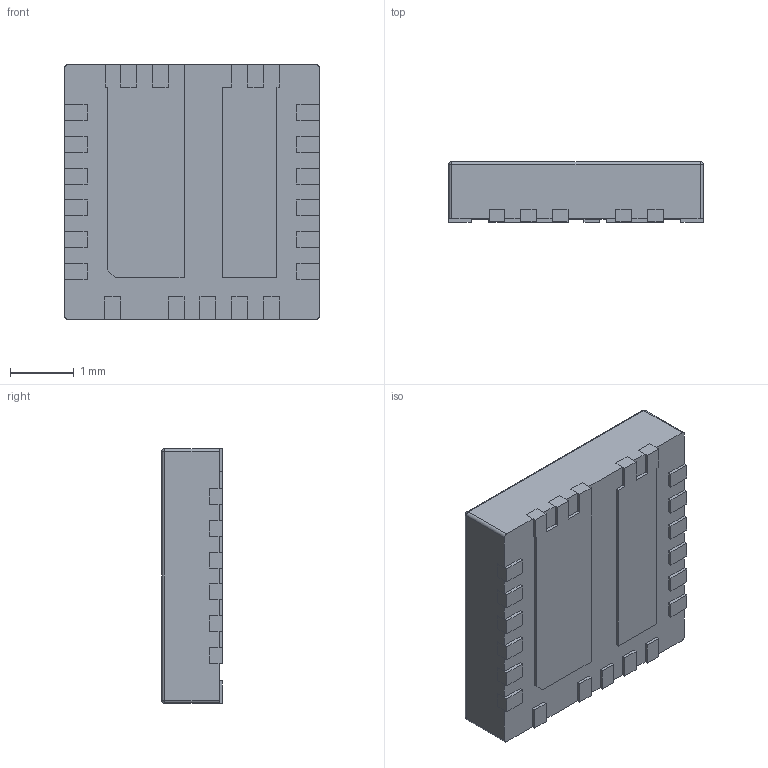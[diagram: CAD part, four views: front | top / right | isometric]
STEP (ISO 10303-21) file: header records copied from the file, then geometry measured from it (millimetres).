
FILE_DESCRIPTION(/* description */ (''),/* implementation_level */ '2;1');
FILE_NAME(/* name */ 'VQFN22_4X4_2EP_ALPHAOMEGA.step',/* time_stamp */ '2022-03-27T16:46:18-07:00',/* author */ (''),/* organization */ (''),/* preprocessor_version */ 'ST-DEVELOPER v18.1',/* originating_system */ 'Autodesk Translation Framework v10.13.0.1454',/* authorisation */ '');
FILE_SCHEMA (('AUTOMOTIVE_DESIGN { 1 0 10303 214 3 1 1 }'));
Length unit declared in the file: millimetre
Products named in the file (1): VQFN22_4X4_2EP_ALPHAOMEGA
Bounding box: 4 x 0.95 x 4 mm (x, y, z)
Volume: 14.8 mm3; surface area: 74.7 mm2
Topology: 21 solids, 21 shells, 251 faces, 612 edges, 404 vertices
Faces by surface type: plane 237, cylinder 10, sphere 4
Full cylindrical faces by diameter (mm): 0.2 x2
Entity records: 7237 total; most frequent: CARTESIAN_POINT 1268, ORIENTED_EDGE 1224, DIRECTION 1136, EDGE_CURVE 612, LINE 592, VECTOR 592, VERTEX_POINT 404, AXIS2_PLACEMENT_3D 272
